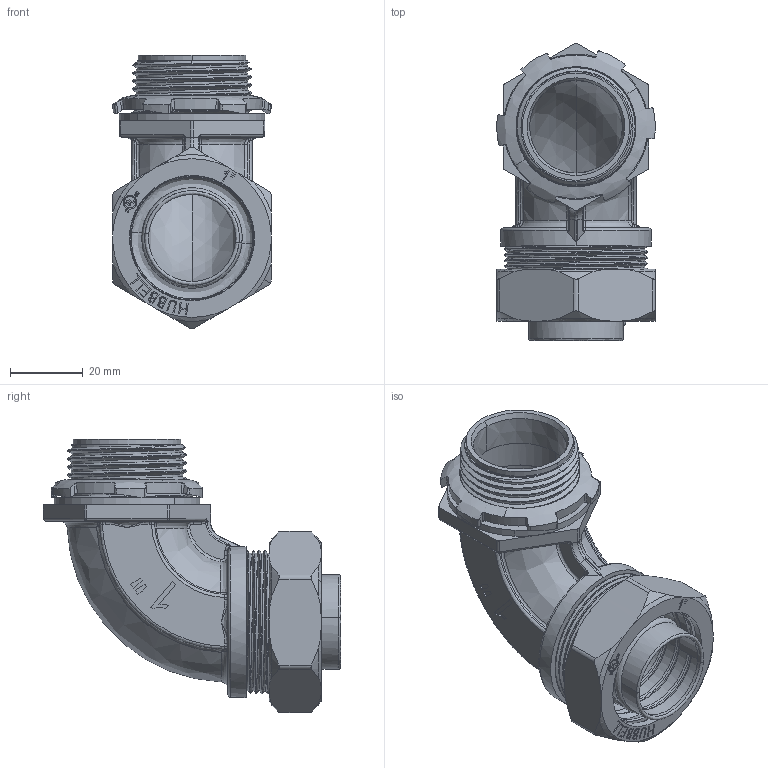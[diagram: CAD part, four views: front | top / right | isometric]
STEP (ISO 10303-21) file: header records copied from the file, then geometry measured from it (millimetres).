
FILE_DESCRIPTION (( 'STEP AP214' ), '1' );
FILE_NAME ('3544-8.STEP', '2016-02-24T16:09:26', ( '' ), ( '' ), 'SwSTEP 2.0', 'SolidWorks 2014', '' );
FILE_SCHEMA (( 'AUTOMOTIVE_DESIGN' ));
Length unit declared in the file: inch
Products named in the file (8): 3514RAC INSULATION BUSHING_INSTALLED; 3404 LOCK NUT; 3404 SEAL_1; 3404 COMPRESSION NUT HEX_1; 3404 GLAND RING_1; 3404 FERRULE_installed; 3424 90DEG BODY; 3544-8
Assembly tree (7 placements, depth 2):
  3544-8
    3424 90DEG BODY
    3404 FERRULE_installed
    3404 GLAND RING_1
    3404 COMPRESSION NUT HEX_1
    3404 SEAL_1
    3404 LOCK NUT
    3514RAC INSULATION BUSHING_INSTALLED
Bounding box: 43.6 x 81.7 x 75.15 mm (x, y, z)
Volume: 35481.4 mm3; surface area: 40662.5 mm2
Topology: 7 solids, 7 shells, 626 faces, 1689 edges, 1091 vertices
Faces by surface type: plane 215, bspline 209, cylinder 135, cone 67
Entity records: 49939 total; most frequent: CARTESIAN_POINT 28052, ORIENTED_EDGE 3352, DIRECTION 1978, EDGE_CURVE 1676, VERTEX_POINT 1091, B_SPLINE_CURVE_WITH_KNOTS 697, AXIS2_PLACEMENT_3D 678, EDGE_LOOP 665
